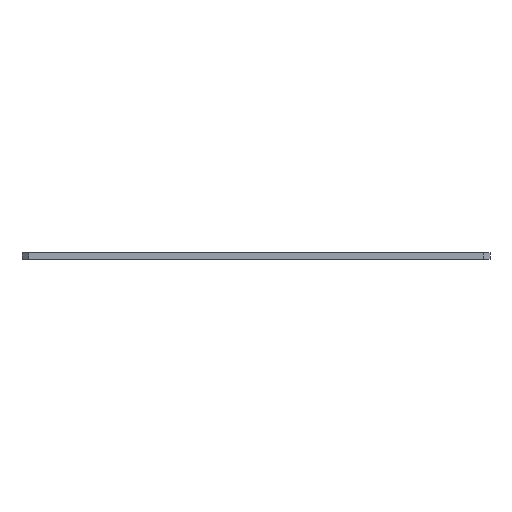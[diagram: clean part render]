
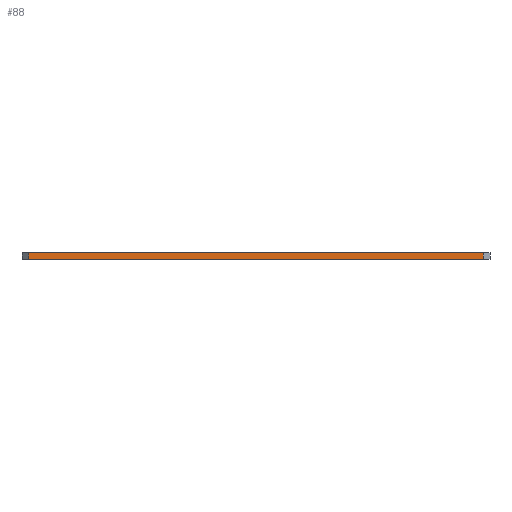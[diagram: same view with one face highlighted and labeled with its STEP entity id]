
A CAD part, left-side view. The second image highlights one B-rep face of the part: STEP entity #88.
In plain terms, the highlighted planar face has unit normal (-1, 0, 0).
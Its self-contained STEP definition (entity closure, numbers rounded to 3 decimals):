
#1 = EDGE_CURVE ( 'NONE', #6, #523, #298, .T. ) ;
#6 = VERTEX_POINT ( 'NONE', #517 ) ;
#24 = CARTESIAN_POINT ( 'NONE',  ( 0., -2., -2. ) ) ;
#65 = ORIENTED_EDGE ( 'NONE', *, *, #376, .F. ) ;
#88 = ADVANCED_FACE ( 'NONE', ( #296 ), #257, .F. ) ;
#95 = VECTOR ( 'NONE', #420, 1000. ) ;
#98 = CARTESIAN_POINT ( 'NONE',  ( 0., -2., 0. ) ) ;
#125 = LINE ( 'NONE', #569, #638 ) ;
#168 = DIRECTION ( 'NONE',  ( 0., 1., 0. ) ) ;
#174 = CARTESIAN_POINT ( 'NONE',  ( 0., -133., -2. ) ) ;
#175 = EDGE_LOOP ( 'NONE', ( #179, #344, #65, #393 ) ) ;
#179 = ORIENTED_EDGE ( 'NONE', *, *, #535, .T. ) ;
#186 = CARTESIAN_POINT ( 'NONE',  ( 0., 0., 0. ) ) ;
#193 = CARTESIAN_POINT ( 'NONE',  ( 0., -133., 0. ) ) ;
#233 = VECTOR ( 'NONE', #424, 1000. ) ;
#257 = PLANE ( 'NONE',  #538 ) ;
#266 = VECTOR ( 'NONE', #628, 1000. ) ;
#296 = FACE_OUTER_BOUND ( 'NONE', #175, .T. ) ;
#298 = LINE ( 'NONE', #174, #266 ) ;
#310 = CARTESIAN_POINT ( 'NONE',  ( 0., 0., -2. ) ) ;
#311 = VERTEX_POINT ( 'NONE', #324 ) ;
#323 = VERTEX_POINT ( 'NONE', #98 ) ;
#324 = CARTESIAN_POINT ( 'NONE',  ( 0., -2., -2. ) ) ;
#344 = ORIENTED_EDGE ( 'NONE', *, *, #512, .T. ) ;
#371 = DIRECTION ( 'NONE',  ( 0., 0., -1. ) ) ;
#376 = EDGE_CURVE ( 'NONE', #6, #311, #125, .T. ) ;
#393 = ORIENTED_EDGE ( 'NONE', *, *, #1, .T. ) ;
#420 = DIRECTION ( 'NONE',  ( 0., 1., 0. ) ) ;
#424 = DIRECTION ( 'NONE',  ( 0., 0., -1. ) ) ;
#512 = EDGE_CURVE ( 'NONE', #323, #311, #590, .T. ) ;
#517 = CARTESIAN_POINT ( 'NONE',  ( 0., -133., -2. ) ) ;
#523 = VERTEX_POINT ( 'NONE', #193 ) ;
#535 = EDGE_CURVE ( 'NONE', #523, #323, #542, .T. ) ;
#538 = AXIS2_PLACEMENT_3D ( 'NONE', #310, #577, #371 ) ;
#542 = LINE ( 'NONE', #186, #95 ) ;
#569 = CARTESIAN_POINT ( 'NONE',  ( 0., 0., -2. ) ) ;
#577 = DIRECTION ( 'NONE',  ( 1., 0., 0. ) ) ;
#590 = LINE ( 'NONE', #24, #233 ) ;
#628 = DIRECTION ( 'NONE',  ( 0., 0., 1. ) ) ;
#638 = VECTOR ( 'NONE', #168, 1000. ) ;
